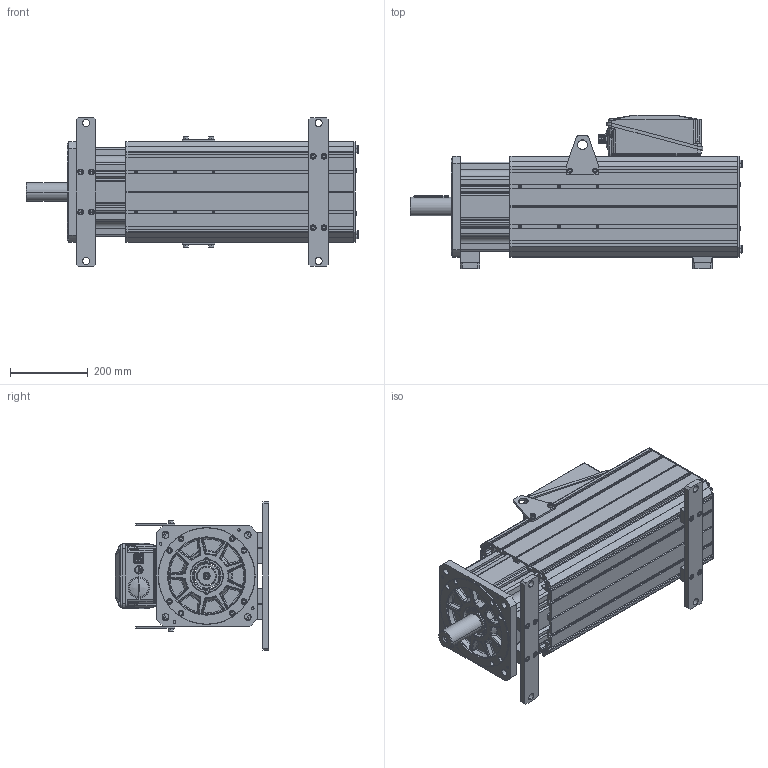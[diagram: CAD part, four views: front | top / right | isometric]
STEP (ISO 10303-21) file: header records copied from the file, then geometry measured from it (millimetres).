
FILE_DESCRIPTION((''),'2;1');
FILE_NAME('69192N-4_SW0006','2020-11-25T',('shenxuxiang'),(''),'PRO/ENGINEER BY PARAMETRIC TECHNOLOGY CORPORATION, 2010430','PRO/ENGINEER BY PARAMETRIC TECHNOLOGY CORPORATION, 2010430','');
FILE_SCHEMA(('CONFIG_CONTROL_DESIGN'));
Products named in the file (1): 69192N-4_SW0006
Bounding box: 856.6 x 395.69 x 384 mm (x, y, z)
Surface area: 3195489.9 mm2 (no closed solid volume)
Topology: 0 solids, 167 shells, 2088 faces, 6769 edges, 4783 vertices
Faces by surface type: plane 965, cylinder 514, bspline 308, cone 175, torus 93, sphere 29, revolution 4
Entity records: 148572 total; most frequent: CARTESIAN_POINT 92527, DIRECTION 10891, ORIENTED_EDGE 10665, EDGE_CURVE 6767, VERTEX_POINT 4783, VECTOR 3641, LINE 3641, AXIS2_PLACEMENT_3D 3623
